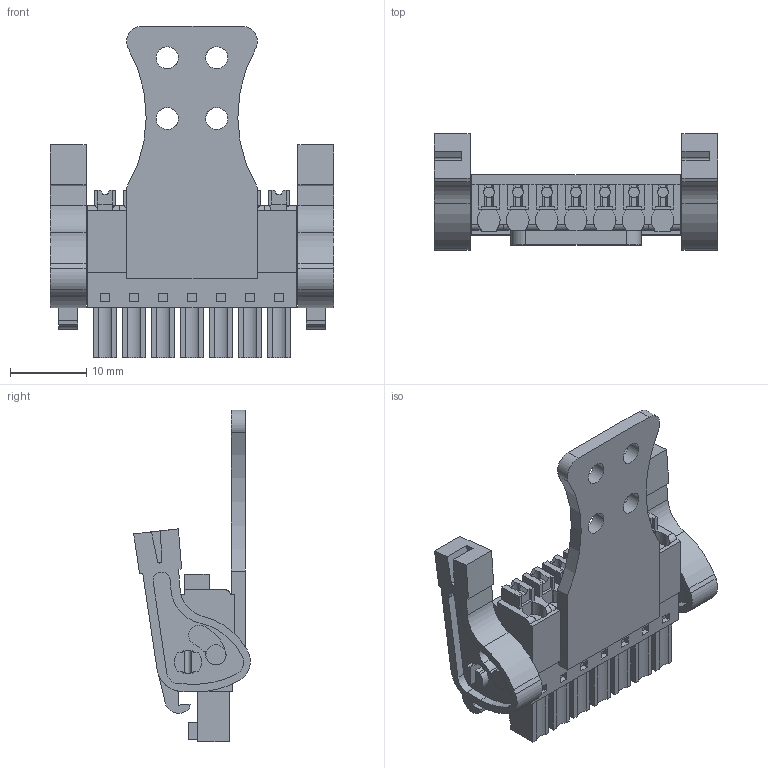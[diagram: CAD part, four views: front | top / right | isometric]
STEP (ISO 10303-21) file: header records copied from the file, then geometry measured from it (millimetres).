
FILE_DESCRIPTION(('CATIA V5 STEP','CAx-IF Rec.Pracs.--- Model Styling and Organization---1.2---2011-12-15'),'2;1');
FILE_NAME ('D1462272_0', '2017-07-31T12:28:20+00:00', ('none'), ('Weidmueller'), 'CATIA Version 5-6 Release 2014', 'CATIA V5 STEP AP214', 'none');
FILE_SCHEMA(('AUTOMOTIVE_DESIGN { 1 0 10303 214 1 1 1 1 }'));
Length unit declared in the file: millimetre
Products named in the file (1): 2443060000
Bounding box: 37.26 x 15.33 x 43.6 mm (x, y, z)
Volume: 5233.1 mm3; surface area: 5876.1 mm2
Topology: 11 solids, 11 shells, 646 faces, 1758 edges, 1172 vertices
Faces by surface type: plane 495, cylinder 151
Entity records: 19384 total; most frequent: CARTESIAN_POINT 3933, ORIENTED_EDGE 3516, DIRECTION 2547, EDGE_CURVE 1758, VECTOR 1364, LINE 1364, VERTEX_POINT 1172, AXIS2_PLACEMENT_3D 747
